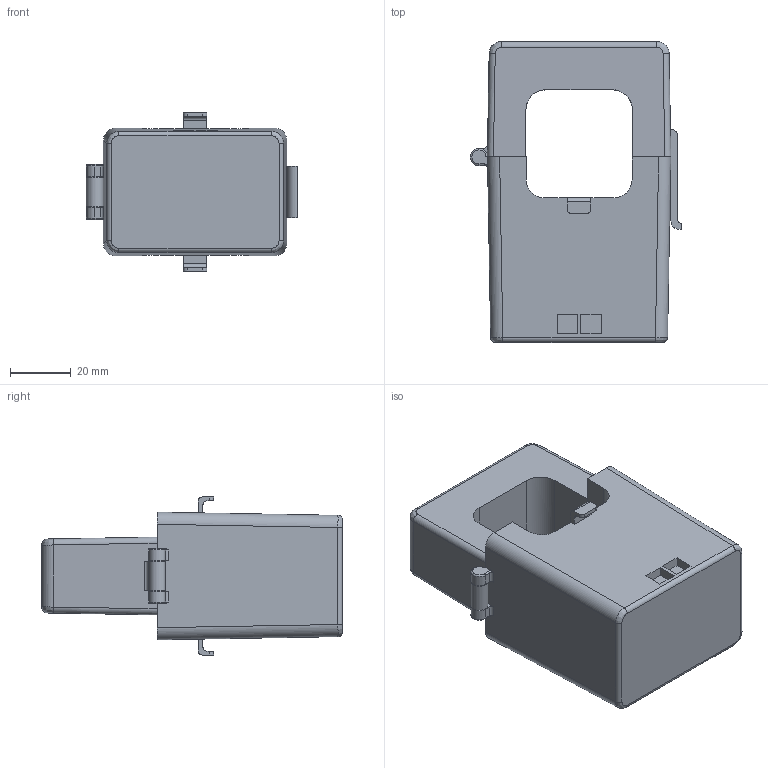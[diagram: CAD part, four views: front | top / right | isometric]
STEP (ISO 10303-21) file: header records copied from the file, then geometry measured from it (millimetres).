
FILE_DESCRIPTION((''),'2;1');
FILE_NAME('234265_SM01_ASM','2024-05-02T14:47:22',('banengservice'),('BANNER ENGINEERING'),'CREO PARAMETRIC BY PTC INC, 2022414','CREO PARAMETRIC BY PTC INC, 2022414','');
FILE_SCHEMA(('CONFIG_CONTROL_DESIGN'));
Length unit declared in the file: millimetre
Products named in the file (3): 234265_EP001; 234265_EP02; 234265_SM01_ASM
Assembly tree (2 placements, depth 2):
  234265_SM01_ASM
    234265_EP001
    234265_EP02
Bounding box: 69.55 x 99 x 52 mm (x, y, z)
Volume: 166488.1 mm3; surface area: 26850.2 mm2
Topology: 2 solids, 2 shells, 133 faces, 353 edges, 224 vertices
Faces by surface type: plane 73, cylinder 48, bspline 8, torus 4
Entity records: 4686 total; most frequent: CARTESIAN_POINT 1360, ORIENTED_EDGE 706, DIRECTION 641, EDGE_CURVE 353, VECTOR 241, LINE 241, VERTEX_POINT 224, AXIS2_PLACEMENT_3D 200
